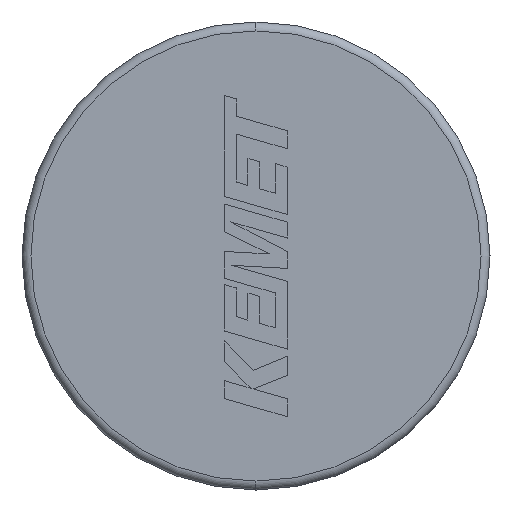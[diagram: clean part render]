
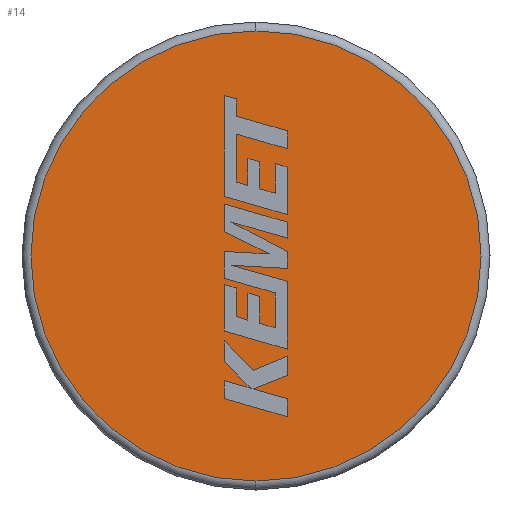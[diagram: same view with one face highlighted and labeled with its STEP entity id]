
A CAD part, left-side view. The second image highlights one B-rep face of the part: STEP entity #14.
In plain terms, the highlighted planar face has unit normal (-1, 0, 0).
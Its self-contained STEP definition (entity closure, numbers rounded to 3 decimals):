
#12 = CARTESIAN_POINT ( 'NONE',  ( 0., 0., -5.05 ) ) ;
#14 = ADVANCED_FACE ( 'NONE', ( #2328 ), #1411, .F. ) ;
#44 = EDGE_LOOP ( 'NONE', ( #1829, #3135 ) ) ;
#453 = EDGE_CURVE ( 'NONE', #1446, #2126, #1026, .T. ) ;
#775 = CARTESIAN_POINT ( 'NONE',  ( 0., 0., 5.05 ) ) ;
#816 = DIRECTION ( 'NONE',  ( -1., 0., 0. ) ) ;
#1026 = CIRCLE ( 'NONE', #2496, 5.05 ) ;
#1073 = DIRECTION ( 'NONE',  ( 0., 0., -1. ) ) ;
#1395 = CARTESIAN_POINT ( 'NONE',  ( 0., 0., 0. ) ) ;
#1411 = PLANE ( 'NONE',  #2325 ) ;
#1422 = AXIS2_PLACEMENT_3D ( 'NONE', #2628, #1552, #2103 ) ;
#1446 = VERTEX_POINT ( 'NONE', #12 ) ;
#1552 = DIRECTION ( 'NONE',  ( -1., 0., 0. ) ) ;
#1829 = ORIENTED_EDGE ( 'NONE', *, *, #453, .T. ) ;
#2087 = CARTESIAN_POINT ( 'NONE',  ( 0., 0., 0. ) ) ;
#2103 = DIRECTION ( 'NONE',  ( 0., 0., -1. ) ) ;
#2126 = VERTEX_POINT ( 'NONE', #775 ) ;
#2271 = DIRECTION ( 'NONE',  ( 0., 0., -1. ) ) ;
#2282 = CIRCLE ( 'NONE', #1422, 5.05 ) ;
#2325 = AXIS2_PLACEMENT_3D ( 'NONE', #1395, #2754, #2271 ) ;
#2328 = FACE_OUTER_BOUND ( 'NONE', #44, .T. ) ;
#2496 = AXIS2_PLACEMENT_3D ( 'NONE', #2087, #816, #1073 ) ;
#2628 = CARTESIAN_POINT ( 'NONE',  ( 0., 0., 0. ) ) ;
#2711 = EDGE_CURVE ( 'NONE', #2126, #1446, #2282, .T. ) ;
#2754 = DIRECTION ( 'NONE',  ( 1., 0., 0. ) ) ;
#3135 = ORIENTED_EDGE ( 'NONE', *, *, #2711, .T. ) ;
